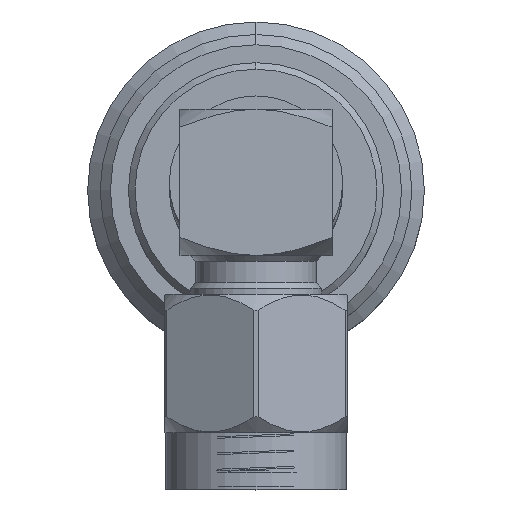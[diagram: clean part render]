
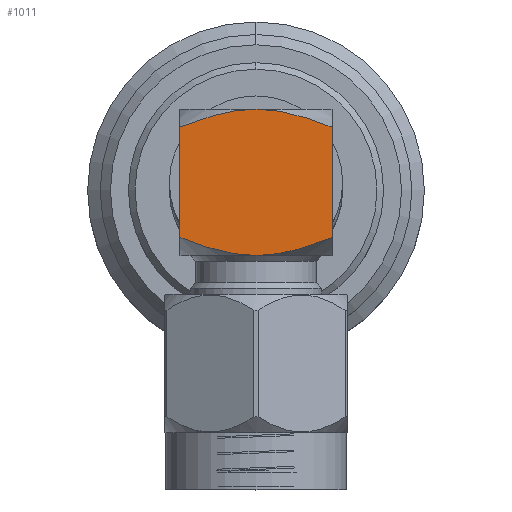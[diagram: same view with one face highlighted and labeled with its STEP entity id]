
A CAD part, top view. The second image highlights one B-rep face of the part: STEP entity #1011.
In plain terms, the highlighted face is planar.
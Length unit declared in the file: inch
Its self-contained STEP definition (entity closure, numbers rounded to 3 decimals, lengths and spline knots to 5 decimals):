
#9 = CARTESIAN_POINT ( 'NONE',  ( -0.13, -0.125, 0. ) ) ;
#180 = CARTESIAN_POINT ( 'NONE',  ( -0.13, 0.11861, -0.05561 ) ) ;
#212 = CARTESIAN_POINT ( 'NONE',  ( -0.13, -0.10239, -0.10924 ) ) ;
#293 = CARTESIAN_POINT ( 'NONE',  ( -0.13, 0.125, 0. ) ) ;
#431 = VECTOR ( 'NONE', #6910, 39.37008 ) ;
#495 = CARTESIAN_POINT ( 'NONE',  ( -0.13, 0.125, 0. ) ) ;
#534 = VERTEX_POINT ( 'NONE', #6514 ) ;
#667 = CARTESIAN_POINT ( 'NONE',  ( -0.13, -0.125, 0.02255 ) ) ;
#844 = CARTESIAN_POINT ( 'NONE',  ( -0.13, 0.125, 0.02255 ) ) ;
#1011 = ADVANCED_FACE ( 'NONE', ( #10427 ), #9620, .F. ) ;
#1105 = CARTESIAN_POINT ( 'NONE',  ( -0.13, 0.12093, -0.04469 ) ) ;
#1166 = CARTESIAN_POINT ( 'NONE',  ( -0.13, 0.11009, -0.08803 ) ) ;
#1196 = CARTESIAN_POINT ( 'NONE',  ( -0.13, -0.12413, -0.02252 ) ) ;
#1297 = EDGE_CURVE ( 'NONE', #7466, #534, #9382, .T. ) ;
#1742 = DIRECTION ( 'NONE',  ( 0., 0., -1. ) ) ;
#2356 = EDGE_LOOP ( 'NONE', ( #9557, #2823, #3905, #8357, #10361, #8478 ) ) ;
#2415 = EDGE_CURVE ( 'NONE', #3284, #4491, #2502, .T. ) ;
#2502 = B_SPLINE_CURVE_WITH_KNOTS ( 'NONE', 3,
 ( #9115, #9173, #1166, #180, #1105, #6446, #6505, #293 ),
 .UNSPECIFIED., .F., .F.,
 ( 4, 2, 2, 4 ),
 ( 0.00373, 0.00543, 0.00629, 0.00714 ),
 .UNSPECIFIED. ) ;
#2823 = ORIENTED_EDGE ( 'NONE', *, *, #1297, .F. ) ;
#2984 = AXIS2_PLACEMENT_3D ( 'NONE', #7886, #11454, #1742 ) ;
#3124 = EDGE_CURVE ( 'NONE', #3284, #6012, #10355, .T. ) ;
#3284 = VERTEX_POINT ( 'NONE', #8163 ) ;
#3647 = B_SPLINE_CURVE_WITH_KNOTS ( 'NONE', 3,
 ( #6245, #844, #6952, #7813, #5374, #10572 ),
 .UNSPECIFIED., .F., .F.,
 ( 4, 2, 4 ),
 ( 0.00714, 0.00886, 0.01059 ),
 .UNSPECIFIED. ) ;
#3670 = EDGE_CURVE ( 'NONE', #4491, #7466, #3647, .T. ) ;
#3830 = EDGE_CURVE ( 'NONE', #6416, #6012, #7131, .T. ) ;
#3905 = ORIENTED_EDGE ( 'NONE', *, *, #3670, .F. ) ;
#4241 = CARTESIAN_POINT ( 'NONE',  ( -0.13, -0.1024, 0.10921 ) ) ;
#4267 = CARTESIAN_POINT ( 'NONE',  ( -0.13, -0.125, -0.13 ) ) ;
#4491 = VERTEX_POINT ( 'NONE', #495 ) ;
#4608 = CARTESIAN_POINT ( 'NONE',  ( -0.13, -0.12093, -0.04469 ) ) ;
#4729 = CARTESIAN_POINT ( 'NONE',  ( -0.13, -0.11861, -0.05561 ) ) ;
#4918 = CARTESIAN_POINT ( 'NONE',  ( -0.13, -0.125, 0.13 ) ) ;
#5374 = CARTESIAN_POINT ( 'NONE',  ( -0.13, 0.1024, 0.10921 ) ) ;
#5886 = EDGE_CURVE ( 'NONE', #534, #6416, #5903, .T. ) ;
#5903 = B_SPLINE_CURVE_WITH_KNOTS ( 'NONE', 3,
 ( #8677, #4241, #7689, #6768, #667, #8792 ),
 .UNSPECIFIED., .F., .F.,
 ( 4, 2, 4 ),
 ( 0.00857, 0.01028, 0.01199 ),
 .UNSPECIFIED. ) ;
#6012 = VERTEX_POINT ( 'NONE', #9695 ) ;
#6245 = CARTESIAN_POINT ( 'NONE',  ( -0.13, 0.125, 0. ) ) ;
#6366 = CARTESIAN_POINT ( 'NONE',  ( -0.13, -0.125, -0.01117 ) ) ;
#6416 = VERTEX_POINT ( 'NONE', #9 ) ;
#6446 = CARTESIAN_POINT ( 'NONE',  ( -0.13, 0.12413, -0.02252 ) ) ;
#6505 = CARTESIAN_POINT ( 'NONE',  ( -0.13, 0.125, -0.01117 ) ) ;
#6514 = CARTESIAN_POINT ( 'NONE',  ( -0.13, -0.09391, 0.13 ) ) ;
#6768 = CARTESIAN_POINT ( 'NONE',  ( -0.13, -0.1215, 0.04454 ) ) ;
#6910 = DIRECTION ( 'NONE',  ( 0., -1., 0. ) ) ;
#6952 = CARTESIAN_POINT ( 'NONE',  ( -0.13, 0.1215, 0.04454 ) ) ;
#7131 = B_SPLINE_CURVE_WITH_KNOTS ( 'NONE', 3,
 ( #9148, #6366, #1196, #4608, #4729, #8148, #212, #8269 ),
 .UNSPECIFIED., .F., .F.,
 ( 4, 2, 2, 4 ),
 ( 0.01199, 0.01283, 0.01368, 0.01537 ),
 .UNSPECIFIED. ) ;
#7466 = VERTEX_POINT ( 'NONE', #9732 ) ;
#7689 = CARTESIAN_POINT ( 'NONE',  ( -0.13, -0.11016, 0.08785 ) ) ;
#7813 = CARTESIAN_POINT ( 'NONE',  ( -0.13, 0.11016, 0.08785 ) ) ;
#7886 = CARTESIAN_POINT ( 'NONE',  ( -0.13, -0.125, 0.13 ) ) ;
#8148 = CARTESIAN_POINT ( 'NONE',  ( -0.13, -0.11009, -0.08803 ) ) ;
#8163 = CARTESIAN_POINT ( 'NONE',  ( -0.13, 0.09391, -0.13 ) ) ;
#8269 = CARTESIAN_POINT ( 'NONE',  ( -0.13, -0.09391, -0.13 ) ) ;
#8357 = ORIENTED_EDGE ( 'NONE', *, *, #2415, .F. ) ;
#8478 = ORIENTED_EDGE ( 'NONE', *, *, #3830, .F. ) ;
#8677 = CARTESIAN_POINT ( 'NONE',  ( -0.13, -0.09391, 0.13 ) ) ;
#8792 = CARTESIAN_POINT ( 'NONE',  ( -0.13, -0.125, 0. ) ) ;
#9115 = CARTESIAN_POINT ( 'NONE',  ( -0.13, 0.09391, -0.13 ) ) ;
#9148 = CARTESIAN_POINT ( 'NONE',  ( -0.13, -0.125, 0. ) ) ;
#9173 = CARTESIAN_POINT ( 'NONE',  ( -0.13, 0.10239, -0.10924 ) ) ;
#9382 = LINE ( 'NONE', #4918, #10750 ) ;
#9557 = ORIENTED_EDGE ( 'NONE', *, *, #5886, .F. ) ;
#9620 = PLANE ( 'NONE',  #2984 ) ;
#9695 = CARTESIAN_POINT ( 'NONE',  ( -0.13, -0.09391, -0.13 ) ) ;
#9732 = CARTESIAN_POINT ( 'NONE',  ( -0.13, 0.09391, 0.13 ) ) ;
#10355 = LINE ( 'NONE', #4267, #431 ) ;
#10361 = ORIENTED_EDGE ( 'NONE', *, *, #3124, .T. ) ;
#10427 = FACE_OUTER_BOUND ( 'NONE', #2356, .T. ) ;
#10572 = CARTESIAN_POINT ( 'NONE',  ( -0.13, 0.09391, 0.13 ) ) ;
#10750 = VECTOR ( 'NONE', #10947, 39.37008 ) ;
#10947 = DIRECTION ( 'NONE',  ( 0., -1., 0. ) ) ;
#11454 = DIRECTION ( 'NONE',  ( 1., 0., 0. ) ) ;
